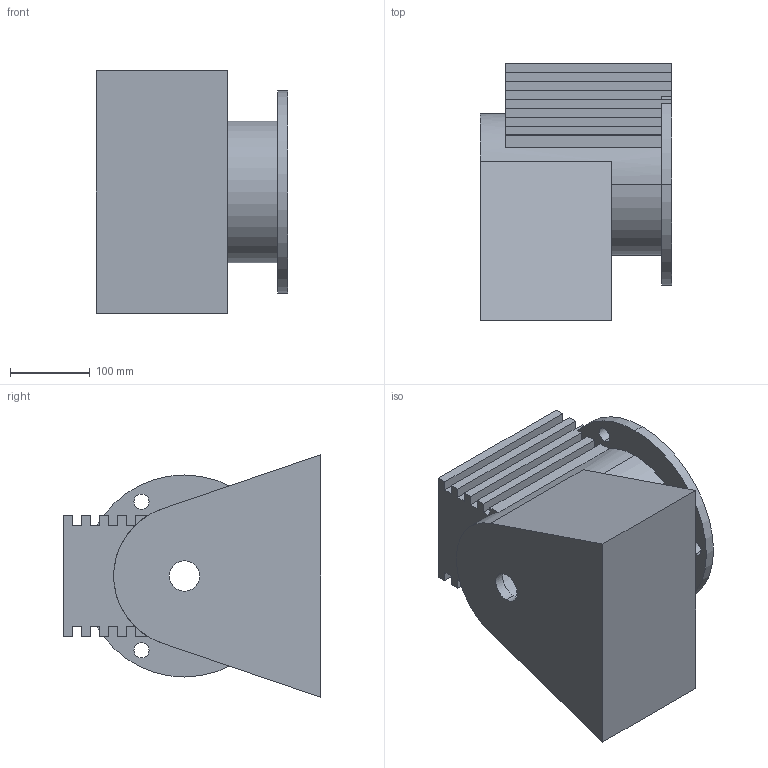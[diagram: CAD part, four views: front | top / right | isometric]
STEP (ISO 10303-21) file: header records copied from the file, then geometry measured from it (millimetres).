
FILE_DESCRIPTION (( 'STEP AP214' ), '1' );
FILE_NAME ('Motor.STEP', '2025-02-04T12:21:09', ( '' ), ( '' ), 'SwSTEP 2.0', 'SolidWorks 2024', '' );
FILE_SCHEMA (( 'AUTOMOTIVE_DESIGN' ));
Length unit declared in the file: inch
Products named in the file (1): Motor
Bounding box: 241.3 x 323.85 x 304.8 mm (x, y, z)
Volume: 9175778.1 mm3; surface area: 559760.6 mm2
Topology: 1 solids, 1 shells, 65 faces, 186 edges, 124 vertices
Faces by surface type: plane 48, cylinder 17
Entity records: 2165 total; most frequent: CARTESIAN_POINT 376, ORIENTED_EDGE 372, DIRECTION 360, EDGE_CURVE 186, VECTOR 144, LINE 144, VERTEX_POINT 124, AXIS2_PLACEMENT_3D 108
